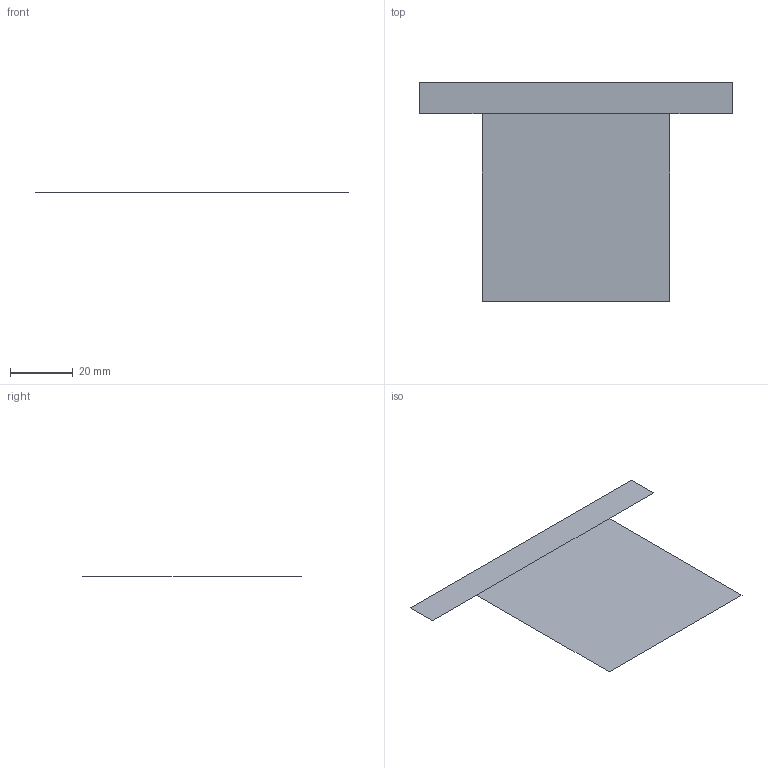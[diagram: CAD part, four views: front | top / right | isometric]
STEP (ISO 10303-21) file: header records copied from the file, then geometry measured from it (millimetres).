
FILE_DESCRIPTION(('FreeCAD Model'),'2;1');
FILE_NAME('Open CASCADE Shape Model','2021-08-28T21:19:58',('Author'),( ''),'Open CASCADE STEP processor 7.5','FreeCAD','Unknown');
FILE_SCHEMA(('AUTOMOTIVE_DESIGN { 1 0 10303 214 1 1 1 1 }'));
Length unit declared in the file: millimetre
Products named in the file (1): Fusion
Bounding box: 100 x 70 x 0 mm (x, y, z)
Surface area: 4600 mm2 (no closed solid volume)
Topology: 0 solids, 2 shells, 2 faces, 10 edges, 10 vertices
Faces by surface type: bspline 2
Entity records: 245 total; most frequent: CARTESIAN_POINT 97, DIRECTION 12, ORIENTED_EDGE 10, EDGE_CURVE 10, VERTEX_POINT 10, SURFACE_CURVE 10, LINE 10, VECTOR 10
